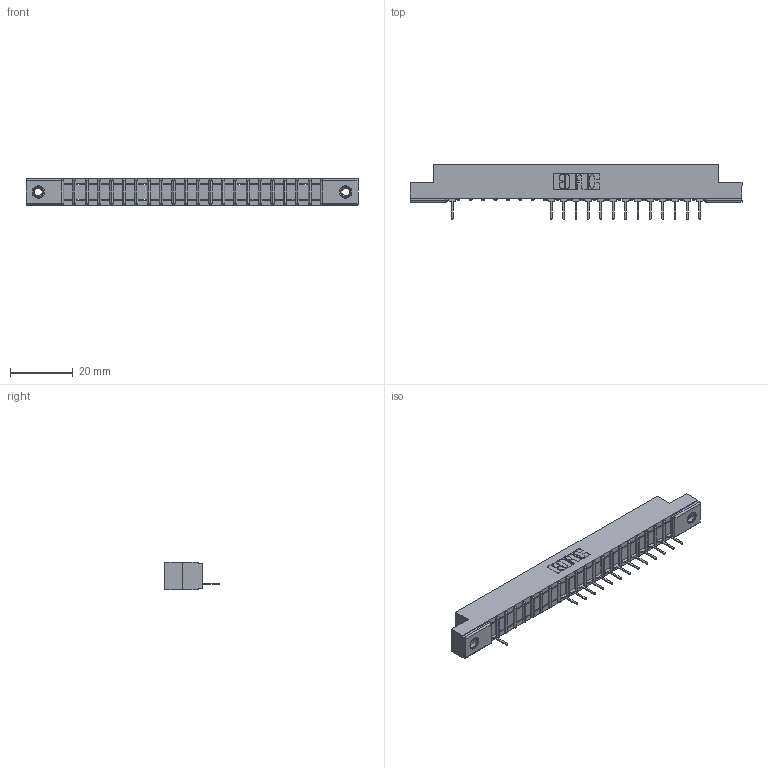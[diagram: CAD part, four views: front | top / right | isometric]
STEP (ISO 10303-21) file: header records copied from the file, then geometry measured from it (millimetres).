
FILE_DESCRIPTION (( 'STEP AP203' ), '1' );
FILE_NAME ('357-021-531-107.STEP', '2018-08-08T11:41:04', ( '' ), ( '' ), 'SwSTEP 2.0', 'SolidWorks 2016', '' );
FILE_SCHEMA (( 'CONFIG_CONTROL_DESIGN' ));
Length unit declared in the file: inch
Products named in the file (4): 307 Part_.156 Dia Mounting Holes; 307-290-001_531; 345-250-001_345-250-005-103; 357-021-531-107
Assembly tree (17 placements, depth 2):
  357-021-531-107
    307 Part_.156 Dia Mounting Holes
    307-290-001_531  x14
    345-250-001_345-250-005-103  x2
Bounding box: 106.22 x 17.42 x 8.71 mm (x, y, z)
Volume: 6568.3 mm3; surface area: 9426.6 mm2
Topology: 17 solids, 17 shells, 1124 faces, 3175 edges, 2030 vertices
Faces by surface type: plane 704, cylinder 360, sphere 44, cone 12, torus 4
Entity records: 21521 total; most frequent: CARTESIAN_POINT 3628, ORIENTED_EDGE 3614, DIRECTION 3543, EDGE_CURVE 1807, LINE 1377, VECTOR 1377, VERTEX_POINT 1168, AXIS2_PLACEMENT_3D 1083
